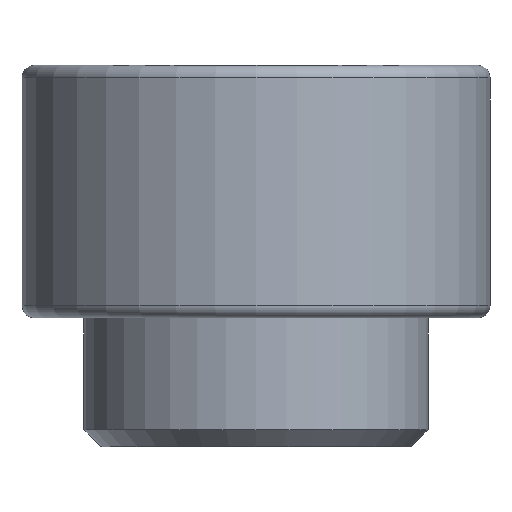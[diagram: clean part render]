
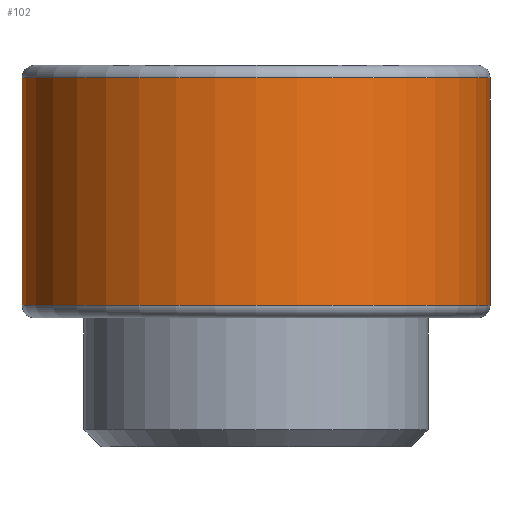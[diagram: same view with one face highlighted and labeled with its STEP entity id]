
A CAD part, front view. The second image highlights one B-rep face of the part: STEP entity #102.
In plain terms, the highlighted cylindrical face has radius 2.78 mm (diameter 5.56 mm), a full revolution.
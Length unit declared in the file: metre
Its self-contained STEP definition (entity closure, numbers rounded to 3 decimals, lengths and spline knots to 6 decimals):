
#18=ORIENTED_EDGE('',*,*,#36,.T.);
#19=ORIENTED_EDGE('',*,*,#37,.T.);
#36=EDGE_CURVE('',#45,#45,#54,.T.);
#37=EDGE_CURVE('',#46,#46,#55,.F.);
#45=VERTEX_POINT('',#183);
#46=VERTEX_POINT('',#185);
#54=CIRCLE('',#125,0.00278);
#55=CIRCLE('',#126,0.00278);
#63=EDGE_LOOP('',(#18));
#64=EDGE_LOOP('',(#19));
#81=FACE_BOUND('',#63,.T.);
#82=FACE_BOUND('',#64,.T.);
#99=CYLINDRICAL_SURFACE('',#124,0.00278);
#102=ADVANCED_FACE('',(#81,#82),#99,.T.);
#124=AXIS2_PLACEMENT_3D('',#181,#144,#145);
#125=AXIS2_PLACEMENT_3D('',#182,#146,#147);
#126=AXIS2_PLACEMENT_3D('',#184,#148,#149);
#144=DIRECTION('',(0.,0.,-1.));
#145=DIRECTION('',(-1.,0.,0.));
#146=DIRECTION('',(0.,0.,1.));
#147=DIRECTION('',(1.,0.,0.));
#148=DIRECTION('',(0.,0.,1.));
#149=DIRECTION('',(1.,0.,0.));
#181=CARTESIAN_POINT('',(0.01,0.,0.003));
#182=CARTESIAN_POINT('',(0.01,0.,0.00015));
#183=CARTESIAN_POINT('',(0.01278,0.,0.00015));
#184=CARTESIAN_POINT('',(0.01,0.,0.00285));
#185=CARTESIAN_POINT('',(0.01278,0.,0.00285));
